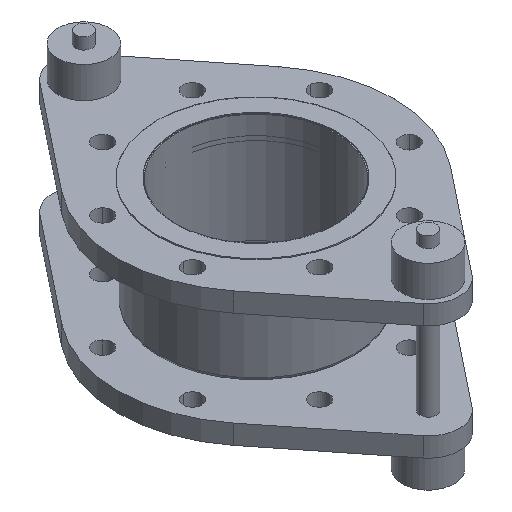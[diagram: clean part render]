
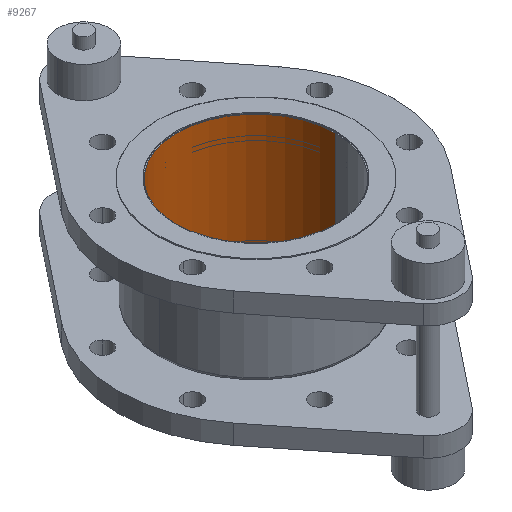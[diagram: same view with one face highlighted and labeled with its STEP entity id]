
A CAD part, isometric view. The second image highlights one B-rep face of the part: STEP entity #9267.
In plain terms, the highlighted cylindrical face has radius 75.9 mm (diameter 151.8 mm), a partial arc.
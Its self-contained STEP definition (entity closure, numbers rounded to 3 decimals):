
#535 = CARTESIAN_POINT ( 'NONE',  ( 75.9, 0., 0. ) ) ;
#1075 = DIRECTION ( 'NONE',  ( 0., 0., 1. ) ) ;
#1085 = AXIS2_PLACEMENT_3D ( 'NONE', #29054, #14384, #13895 ) ;
#1564 = DIRECTION ( 'NONE',  ( 1., 0., 0. ) ) ;
#3547 = EDGE_LOOP ( 'NONE', ( #31498, #9346, #24919, #25619 ) ) ;
#3638 = AXIS2_PLACEMENT_3D ( 'NONE', #8295, #5495, #15232 ) ;
#4259 = CIRCLE ( 'NONE', #1085, 75.9 ) ;
#4964 = VERTEX_POINT ( 'NONE', #535 ) ;
#5425 = LINE ( 'NONE', #20764, #23187 ) ;
#5495 = DIRECTION ( 'NONE',  ( 0., 0., 1. ) ) ;
#8150 = VERTEX_POINT ( 'NONE', #30208 ) ;
#8295 = CARTESIAN_POINT ( 'NONE',  ( 0., 0., 10.973 ) ) ;
#8517 = CIRCLE ( 'NONE', #24820, 75.9 ) ;
#8936 = VECTOR ( 'NONE', #20794, 1000. ) ;
#9267 = ADVANCED_FACE ( 'NONE', ( #20345 ), #25609, .F. ) ;
#9346 = ORIENTED_EDGE ( 'NONE', *, *, #13281, .F. ) ;
#11697 = EDGE_CURVE ( 'NONE', #16849, #4964, #5425, .T. ) ;
#13039 = LINE ( 'NONE', #23776, #8936 ) ;
#13281 = EDGE_CURVE ( 'NONE', #16849, #8150, #4259, .T. ) ;
#13895 = DIRECTION ( 'NONE',  ( 1., 0., 0. ) ) ;
#14384 = DIRECTION ( 'NONE',  ( 0., 0., 1. ) ) ;
#14982 = EDGE_CURVE ( 'NONE', #4964, #28809, #8517, .T. ) ;
#15232 = DIRECTION ( 'NONE',  ( 1., 0., 0. ) ) ;
#15499 = DIRECTION ( 'NONE',  ( 0., 0., 1. ) ) ;
#16849 = VERTEX_POINT ( 'NONE', #28965 ) ;
#20345 = FACE_OUTER_BOUND ( 'NONE', #3547, .T. ) ;
#20764 = CARTESIAN_POINT ( 'NONE',  ( 75.9, 0., 10.973 ) ) ;
#20794 = DIRECTION ( 'NONE',  ( 0., 0., 1. ) ) ;
#23187 = VECTOR ( 'NONE', #15499, 1000. ) ;
#23776 = CARTESIAN_POINT ( 'NONE',  ( -75.9, 0., 10.973 ) ) ;
#24820 = AXIS2_PLACEMENT_3D ( 'NONE', #26652, #1075, #1564 ) ;
#24919 = ORIENTED_EDGE ( 'NONE', *, *, #11697, .T. ) ;
#25609 = CYLINDRICAL_SURFACE ( 'NONE', #3638, 75.9 ) ;
#25619 = ORIENTED_EDGE ( 'NONE', *, *, #14982, .T. ) ;
#26652 = CARTESIAN_POINT ( 'NONE',  ( 0., 0., 0. ) ) ;
#27841 = CARTESIAN_POINT ( 'NONE',  ( -75.9, 0., 0. ) ) ;
#28809 = VERTEX_POINT ( 'NONE', #27841 ) ;
#28965 = CARTESIAN_POINT ( 'NONE',  ( 75.9, 0., -128.2 ) ) ;
#29054 = CARTESIAN_POINT ( 'NONE',  ( 0., 0., -128.2 ) ) ;
#30208 = CARTESIAN_POINT ( 'NONE',  ( -75.9, 0., -128.2 ) ) ;
#30761 = EDGE_CURVE ( 'NONE', #8150, #28809, #13039, .T. ) ;
#31498 = ORIENTED_EDGE ( 'NONE', *, *, #30761, .F. ) ;
